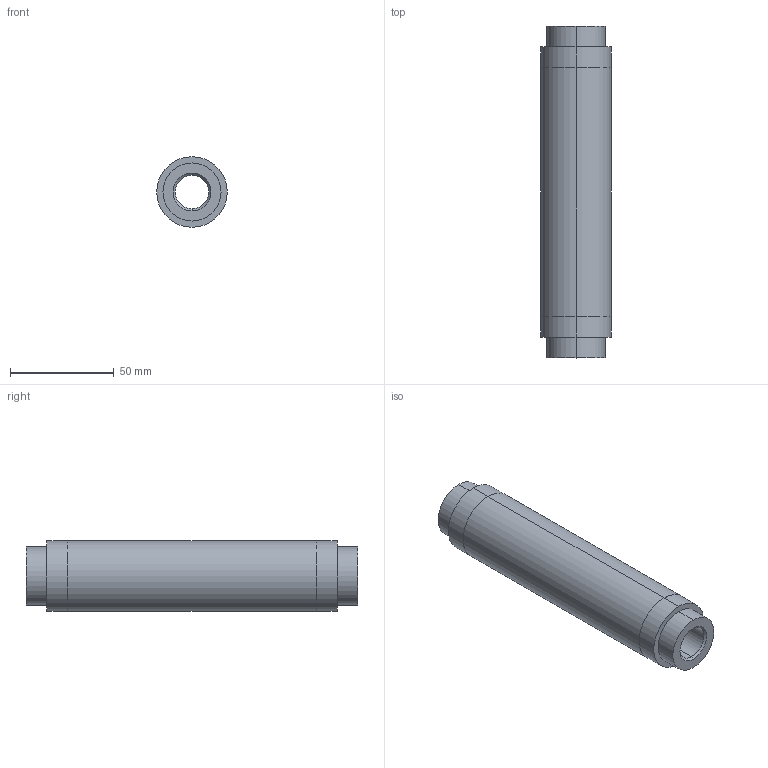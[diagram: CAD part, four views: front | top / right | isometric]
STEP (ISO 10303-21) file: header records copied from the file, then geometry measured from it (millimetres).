
FILE_DESCRIPTION (( 'STEP AP214' ), '1' );
FILE_NAME ('Handgriff.STEP', '2023-08-07T14:45:06', ( '' ), ( '' ), 'SwSTEP 2.0', 'SolidWorks 2020', '' );
FILE_SCHEMA (( 'AUTOMOTIVE_DESIGN' ));
Length unit declared in the file: millimetre
Products named in the file (1): Handgriff
Bounding box: 34 x 160 x 34 mm (x, y, z)
Volume: 101536.3 mm3; surface area: 26942.4 mm2
Topology: 1 solids, 1 shells, 28 faces, 56 edges, 36 vertices
Faces by surface type: cylinder 16, plane 8, cone 4
Entity records: 826 total; most frequent: DIRECTION 150, CARTESIAN_POINT 121, ORIENTED_EDGE 112, AXIS2_PLACEMENT_3D 65, EDGE_CURVE 56, EDGE_LOOP 36, VERTEX_POINT 36, CIRCLE 36
